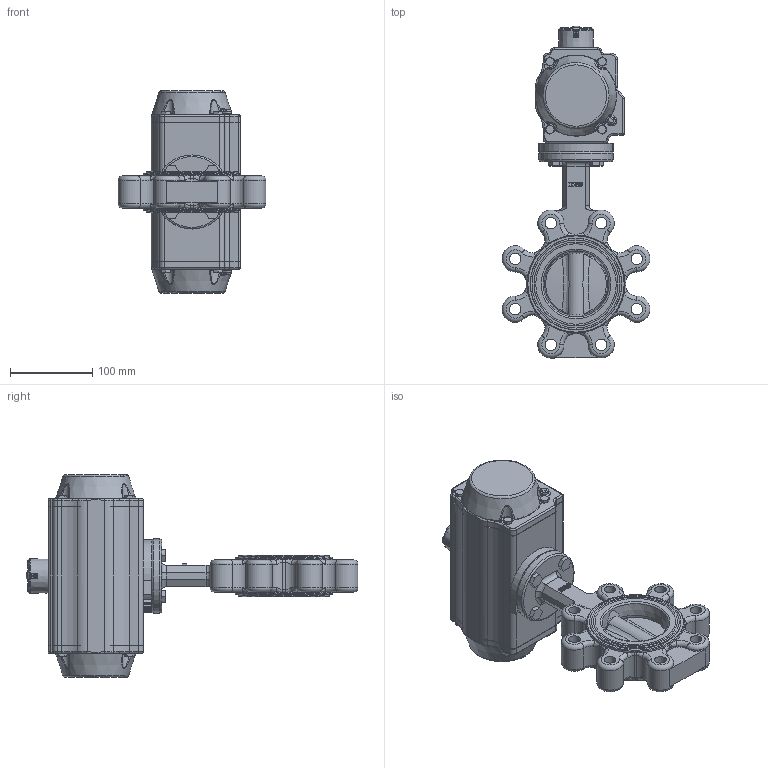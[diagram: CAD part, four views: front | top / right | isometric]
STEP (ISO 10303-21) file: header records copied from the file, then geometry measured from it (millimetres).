
FILE_DESCRIPTION(/* description */ ('Unknown'),/* implementation_level */ '2;1');
FILE_NAME(/* name */ 'FR04 5200_5210_5220-11',/* time_stamp */ '2023-05-03T11:36:09+02:00',/* author */ ('Unknown'),/* organization */ ('Unknown'),/* preprocessor_version */ 'ST-DEVELOPER v18.102',/* originating_system */ 'Solid Edge',/* authorisation */ 'Unknown');
FILE_SCHEMA (('AUTOMOTIVE_DESIGN {1 0 10303 214 3 1 1}'));
Products named in the file (18): FR045200_5210_5220-11; Raster DN040- DN150; LUG-DN80; DN80概极; seat; disc; shaft1; shaft2; bushing1; DW05_FR04_(DW110_FR81); ____; ________(___________; _____________; ______; hexagon head bolts--product grade c gb_GB_FASTENER_BOLT_HHBC M6X30-N; cup head nib bolts with large head gb_GB_FASTENER_BOLT_CHNBW M6X25-N; KP-88; M10x30
Assembly tree (30 placements, depth 4):
  FR045200_5210_5220-11
    Raster DN040- DN150
    LUG-DN80
      DN80概极
      seat
      disc
      shaft1
      shaft2
      bushing1  x2
    DW05_FR04_(DW110_FR81)
      ____
        ________(___________  x2
        _____________  x2
        ______
      hexagon head bolts--product grade c gb_GB_FASTENER_BOLT_HHBC M6X30-N  x8
      cup head nib bolts with large head gb_GB_FASTENER_BOLT_CHNBW M6X25-N
      KP-88
    M10x30  x4
Bounding box: 179.8 x 403.72 x 246 mm (x, y, z)
Volume: 3265913.3 mm3; surface area: 364501.3 mm2
Topology: 27 solids, 27 shells, 1650 faces, 4027 edges, 2477 vertices
Faces by surface type: plane 567, cylinder 461, bspline 265, torus 202, cone 144, sphere 11
Full cylindrical faces by diameter (mm): 3 x16, 3.3 x10, 4.2 x4, 4.66 x1, 5 x18, 6 x9, 6.2 x1, 6.8 x12, 8 x1, 8.8 x2, 10 x9, 12.6 x5, 12.75 x1, 12.83 x2, 14 x8, 17.45 x4, 17.53 x2, 21.8 x2, 23 x1, 24 x1, 24.6 x1, 24.8 x1, 30.86 x1, 35.2 x1, 38.5 x1, 52.79 x2, 56 x1, 87 x2, 87.6 x2, 90 x1
Entity records: 50074 total; most frequent: CARTESIAN_POINT 19813, ORIENTED_EDGE 6088, DIRECTION 6002, EDGE_CURVE 3044, AXIS2_PLACEMENT_3D 2399, VERTEX_POINT 2008, FACE_BOUND 1670, EDGE_LOOP 1645
